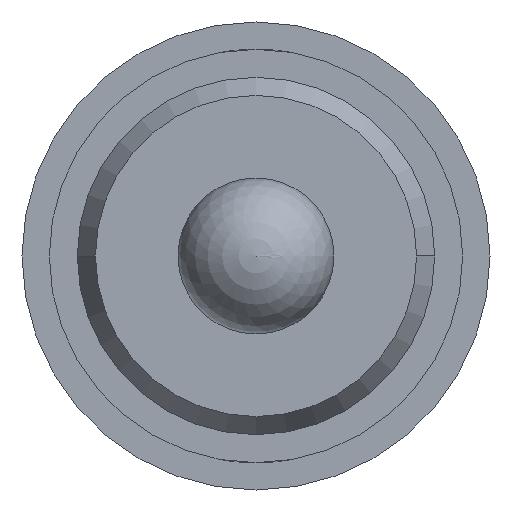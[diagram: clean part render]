
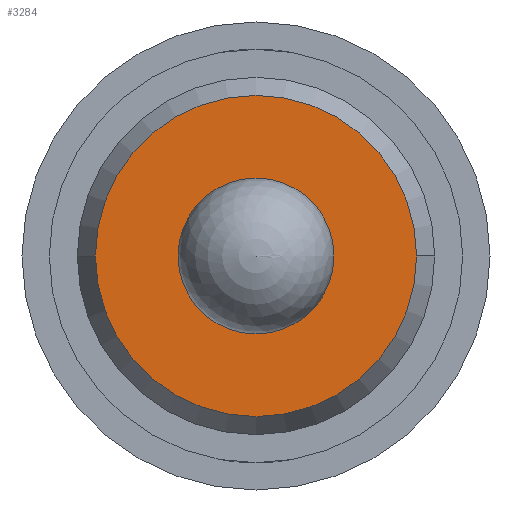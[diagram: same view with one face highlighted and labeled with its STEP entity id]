
A CAD part, front view. The second image highlights one B-rep face of the part: STEP entity #3284.
In plain terms, the highlighted planar face has unit normal (0, -1, 0).
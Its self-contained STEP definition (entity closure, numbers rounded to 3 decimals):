
#172 = CARTESIAN_POINT ( 'NONE',  ( 0., -28.6, 0. ) ) ;
#197 = EDGE_CURVE ( 'Defeature ausgef�hrt1_17+Defeature ausgef�hrt1_14+Defeature ausgef�hrt1_14+Defeature ausgef�hrt1_14', #1532, #375, #1272, .T. ) ;
#240 = FACE_OUTER_BOUND ( 'NONE', #535, .T. ) ;
#297 = CARTESIAN_POINT ( 'NONE',  ( 0., -28.6, 0. ) ) ;
#336 = ORIENTED_EDGE ( 'NONE', *, *, #1065, .T. ) ;
#375 = VERTEX_POINT ( 'NONE', #2040 ) ;
#378 = AXIS2_PLACEMENT_3D ( 'NONE', #297, #2300, #2675 ) ;
#382 = CIRCLE ( 'NONE', #378, 1.03 ) ;
#504 = CARTESIAN_POINT ( 'NONE',  ( 0., -28.6, -0.5 ) ) ;
#535 = EDGE_LOOP ( 'NONE', ( #2044, #1142 ) ) ;
#613 = CIRCLE ( 'NONE', #1266, 1.03 ) ;
#640 = CARTESIAN_POINT ( 'NONE',  ( 1.03, -28.6, 0. ) ) ;
#779 = DIRECTION ( 'NONE',  ( 0., -1., 0. ) ) ;
#811 = AXIS2_PLACEMENT_3D ( 'NONE', #1875, #1908, #896 ) ;
#862 = CARTESIAN_POINT ( 'NONE',  ( -1.03, -28.6, 0. ) ) ;
#872 = DIRECTION ( 'NONE',  ( 0., 0., -1. ) ) ;
#896 = DIRECTION ( 'NONE',  ( 1., 0., 0. ) ) ;
#1065 = EDGE_CURVE ( 'Defeature ausgef�hrt1_17+Defeature ausgef�hrt1_14+Defeature ausgef�hrt1_14+Defeature ausgef�hrt1_14', #375, #1532, #4133, .T. ) ;
#1118 = DIRECTION ( 'NONE',  ( 1., 0., 0. ) ) ;
#1142 = ORIENTED_EDGE ( 'NONE', *, *, #3978, .T. ) ;
#1159 = CARTESIAN_POINT ( 'NONE',  ( 0., -28.6, 0. ) ) ;
#1204 = AXIS2_PLACEMENT_3D ( 'NONE', #1159, #2965, #4207 ) ;
#1266 = AXIS2_PLACEMENT_3D ( 'NONE', #3420, #779, #1118 ) ;
#1272 = CIRCLE ( 'NONE', #3124, 0.5 ) ;
#1532 = VERTEX_POINT ( 'NONE', #504 ) ;
#1875 = CARTESIAN_POINT ( 'NONE',  ( -1.145, -28.6, 0. ) ) ;
#1908 = DIRECTION ( 'NONE',  ( 0., -1., 0. ) ) ;
#2040 = CARTESIAN_POINT ( 'NONE',  ( 0., -28.6, 0.5 ) ) ;
#2044 = ORIENTED_EDGE ( 'NONE', *, *, #3651, .T. ) ;
#2097 = FACE_BOUND ( 'NONE', #2960, .T. ) ;
#2300 = DIRECTION ( 'NONE',  ( 0., -1., 0. ) ) ;
#2341 = VERTEX_POINT ( 'NONE', #640 ) ;
#2439 = PLANE ( 'NONE',  #811 ) ;
#2508 = DIRECTION ( 'NONE',  ( 0., 1., 0. ) ) ;
#2675 = DIRECTION ( 'NONE',  ( 1., 0., 0. ) ) ;
#2960 = EDGE_LOOP ( 'NONE', ( #336, #3865 ) ) ;
#2965 = DIRECTION ( 'NONE',  ( 0., 1., 0. ) ) ;
#3124 = AXIS2_PLACEMENT_3D ( 'NONE', #172, #2508, #872 ) ;
#3284 = ADVANCED_FACE ( 'Defeature ausgef�hrt1_17', ( #2097, #240 ), #2439, .T. ) ;
#3296 = VERTEX_POINT ( 'NONE', #862 ) ;
#3420 = CARTESIAN_POINT ( 'NONE',  ( 0., -28.6, 0. ) ) ;
#3651 = EDGE_CURVE ( 'Defeature ausgef�hrt1_17+Defeature ausgef�hrt1_16+Defeature ausgef�hrt1_16+Defeature ausgef�hrt1_16', #3296, #2341, #613, .T. ) ;
#3865 = ORIENTED_EDGE ( 'NONE', *, *, #197, .T. ) ;
#3978 = EDGE_CURVE ( 'Defeature ausgef�hrt1_17+Defeature ausgef�hrt1_16+Defeature ausgef�hrt1_16+Defeature ausgef�hrt1_16', #2341, #3296, #382, .T. ) ;
#4133 = CIRCLE ( 'NONE', #1204, 0.5 ) ;
#4207 = DIRECTION ( 'NONE',  ( 0., 0., -1. ) ) ;
